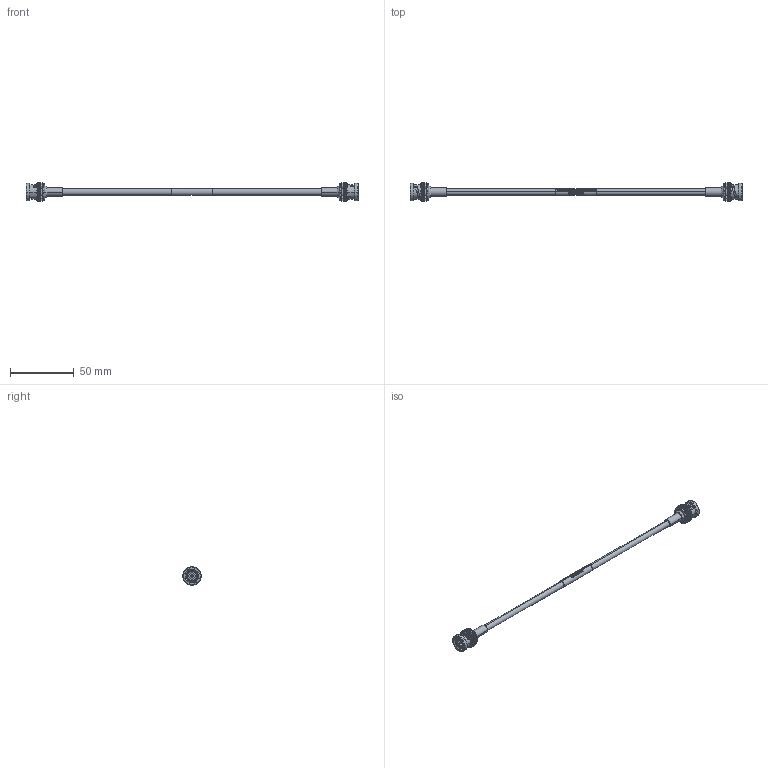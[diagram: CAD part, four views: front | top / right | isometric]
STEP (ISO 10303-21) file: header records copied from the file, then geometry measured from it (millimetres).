
FILE_DESCRIPTION (( 'STEP AP214' ), '1' );
FILE_NAME ('FMCA100228_3D.step', '2024-10-30T16:57:29', ( '' ), ( '' ), 'SwSTEP 2.0', 'SolidWorks 2022', '' );
FILE_SCHEMA (( 'AUTOMOTIVE_DESIGN' ));
Length unit declared in the file: inch
Products named in the file (3): FMCA100228_3D; SC6025^FMCA100228; LMR-195-UF^FMCA100228_FM
Assembly tree (3 placements, depth 2):
  FMCA100228_3D
    LMR-195-UF^FMCA100228_FM
    SC6025^FMCA100228  x2
Bounding box: 261.24 x 14.46 x 14.46 mm (x, y, z)
Volume: 7902.4 mm3; surface area: 9494.6 mm2
Topology: 7 solids, 7 shells, 3242 faces, 7420 edges, 4262 vertices
Faces by surface type: bspline 1692, plane 620, cylinder 572, cone 354, sphere 4
Entity records: 150120 total; most frequent: CARTESIAN_POINT 116993, ORIENTED_EDGE 8800, EDGE_CURVE 4400, DIRECTION 3650, VERTEX_POINT 2591, B_SPLINE_CURVE_WITH_KNOTS 2116, EDGE_LOOP 1939, FACE_OUTER_BOUND 1874
